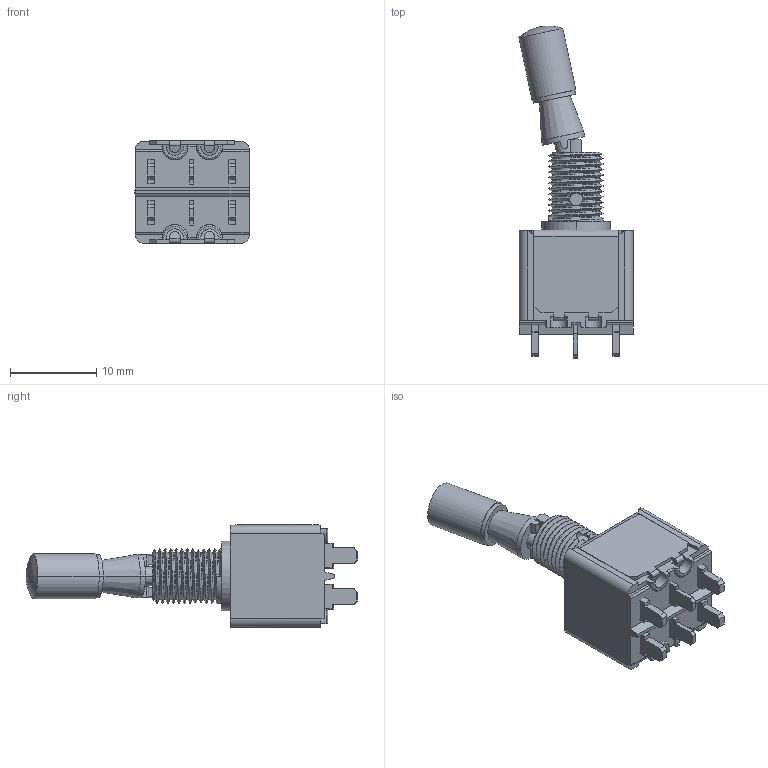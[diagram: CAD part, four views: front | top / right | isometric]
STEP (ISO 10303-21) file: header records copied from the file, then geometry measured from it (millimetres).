
FILE_DESCRIPTION((''),'2;1');
FILE_NAME('564_AD2GK-2V','2015-04-27T',('mdamaggio'),(''),'CREO PARAMETRIC BY PTC INC, 2014440','CREO PARAMETRIC BY PTC INC, 2014440','');
FILE_SCHEMA(('CONFIG_CONTROL_DESIGN'));
Products named in the file (1): 564_AD2GK-2V
Bounding box: 13.24 x 38.44 x 11.85 mm (x, y, z)
Surface area: 2234 mm2 (no closed solid volume)
Topology: 0 solids, 17 shells, 320 faces, 916 edges, 610 vertices
Faces by surface type: plane 194, bspline 59, cylinder 57, torus 4, cone 4, sphere 2
Entity records: 44215 total; most frequent: CARTESIAN_POINT 36515, ORIENTED_EDGE 1674, DIRECTION 1314, EDGE_CURVE 914, VERTEX_POINT 610, VECTOR 558, LINE 558, AXIS2_PLACEMENT_3D 378
